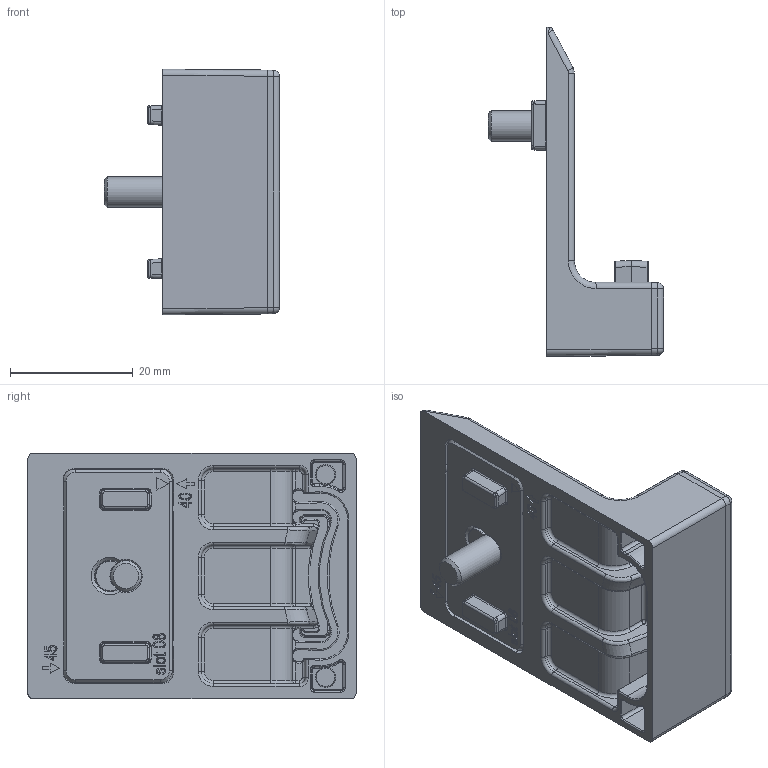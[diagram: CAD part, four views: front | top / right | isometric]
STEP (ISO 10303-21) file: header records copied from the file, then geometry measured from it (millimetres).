
FILE_DESCRIPTION(/* description */ ('KriTec Anschlagwinkel 8 PA mit Gummipuffer und Befestigungssatz'),/* implementation_level */ '2;1');
FILE_NAME(/* name */ '13693_KriTec_Anschlagwinkel_8_PA_mit_Gummipuffer_und_Befestigungssatz.stp',/* time_stamp */ '2019-01-07T14:52:50+01:00',/* author */ ('jendrek'),/* organization */ (''),/* preprocessor_version */ 'ST-DEVELOPER v17',/* originating_system */ 'Autodesk Inventor 2018',/* authorisation */ '');
FILE_SCHEMA (('AUTOMOTIVE_DESIGN { 1 0 10303 214 3 1 1 }'));
Length unit declared in the file: millimetre
Products named in the file (7): 13693; 093111R01; 093111R02; Countersunk head screw ISO 10642 - M5x14_ISO 10642 - M5 ; 093111R06; 093110R07; Adapter
Assembly tree (6 placements, depth 2):
  13693
    093111R01
    093111R02
    Countersunk head screw ISO 10642 - M5x14_ISO 10642 - M5 
    093111R06
    093110R07
    Adapter
Bounding box: 28.5 x 53.5 x 40 mm (x, y, z)
Volume: 12322.9 mm3; surface area: 12173.2 mm2
Topology: 6 solids, 6 shells, 986 faces, 2428 edges, 1467 vertices
Faces by surface type: plane 296, cylinder 285, bspline 276, torus 92, cone 23, sphere 14
Full cylindrical faces by diameter (mm): 3.3 x2, 5 x1, 9.43 x1
Entity records: 41402 total; most frequent: CARTESIAN_POINT 19184, ORIENTED_EDGE 4812, DIRECTION 4275, EDGE_CURVE 2406, AXIS2_PLACEMENT_3D 1591, VERTEX_POINT 1467, LINE 1093, VECTOR 1093
